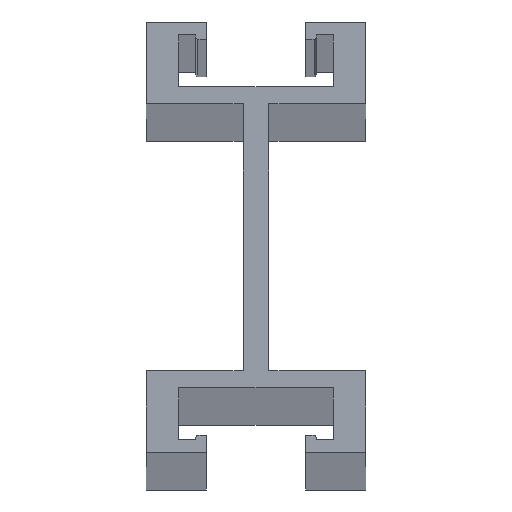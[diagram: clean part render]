
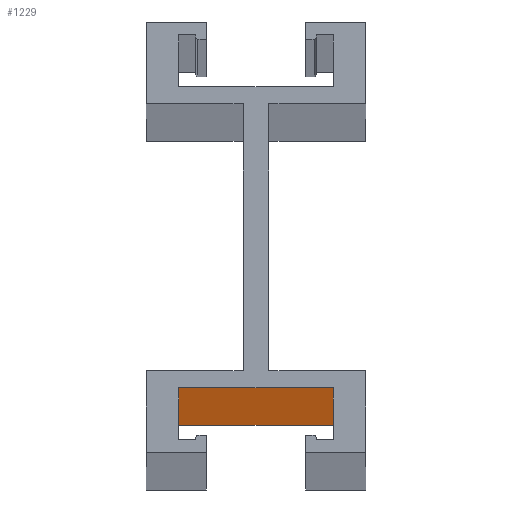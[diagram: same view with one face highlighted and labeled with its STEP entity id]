
A CAD part, top view. The second image highlights one B-rep face of the part: STEP entity #1229.
In plain terms, the highlighted planar face has unit normal (0, -1, 0).
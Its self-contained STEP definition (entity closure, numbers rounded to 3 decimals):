
#2 = LINE ( 'NONE', #972, #616 ) ;
#31 = VECTOR ( 'NONE', #1199, 1000. ) ;
#93 = DIRECTION ( 'NONE',  ( 0., 0., -1. ) ) ;
#123 = FACE_OUTER_BOUND ( 'NONE', #244, .T. ) ;
#218 = PLANE ( 'NONE',  #1024 ) ;
#244 = EDGE_LOOP ( 'NONE', ( #772, #254, #375, #773 ) ) ;
#254 = ORIENTED_EDGE ( 'NONE', *, *, #1011, .F. ) ;
#324 = CARTESIAN_POINT ( 'NONE',  ( -18., -35., 5000. ) ) ;
#375 = ORIENTED_EDGE ( 'NONE', *, *, #1182, .F. ) ;
#405 = CARTESIAN_POINT ( 'NONE',  ( 18., -35., 5000. ) ) ;
#536 = DIRECTION ( 'NONE',  ( 1., 0., 0. ) ) ;
#557 = CARTESIAN_POINT ( 'NONE',  ( 18., -35., 5000. ) ) ;
#616 = VECTOR ( 'NONE', #93, 1000. ) ;
#633 = CARTESIAN_POINT ( 'NONE',  ( 18., -35., 0. ) ) ;
#661 = CARTESIAN_POINT ( 'NONE',  ( 18., -35., 0. ) ) ;
#750 = CARTESIAN_POINT ( 'NONE',  ( -18., -35., 5000. ) ) ;
#765 = VERTEX_POINT ( 'NONE', #750 ) ;
#772 = ORIENTED_EDGE ( 'NONE', *, *, #1150, .T. ) ;
#773 = ORIENTED_EDGE ( 'NONE', *, *, #1236, .T. ) ;
#783 = VERTEX_POINT ( 'NONE', #1393 ) ;
#860 = CARTESIAN_POINT ( 'NONE',  ( 18., -35., 5000. ) ) ;
#874 = LINE ( 'NONE', #324, #31 ) ;
#972 = CARTESIAN_POINT ( 'NONE',  ( 18., -35., 5000. ) ) ;
#986 = VERTEX_POINT ( 'NONE', #633 ) ;
#988 = DIRECTION ( 'NONE',  ( 0., 1., 0. ) ) ;
#1011 = EDGE_CURVE ( 'NONE', #1376, #986, #2, .T. ) ;
#1024 = AXIS2_PLACEMENT_3D ( 'NONE', #557, #988, #1073 ) ;
#1073 = DIRECTION ( 'NONE',  ( -1., 0., 0. ) ) ;
#1105 = LINE ( 'NONE', #661, #1204 ) ;
#1114 = DIRECTION ( 'NONE',  ( 1., 0., 0. ) ) ;
#1150 = EDGE_CURVE ( 'NONE', #783, #986, #1105, .T. ) ;
#1182 = EDGE_CURVE ( 'NONE', #765, #1376, #1296, .T. ) ;
#1199 = DIRECTION ( 'NONE',  ( 0., 0., -1. ) ) ;
#1204 = VECTOR ( 'NONE', #536, 1000. ) ;
#1229 = ADVANCED_FACE ( 'NONE', ( #123 ), #218, .F. ) ;
#1236 = EDGE_CURVE ( 'NONE', #765, #783, #874, .T. ) ;
#1296 = LINE ( 'NONE', #860, #1337 ) ;
#1337 = VECTOR ( 'NONE', #1114, 1000. ) ;
#1376 = VERTEX_POINT ( 'NONE', #405 ) ;
#1393 = CARTESIAN_POINT ( 'NONE',  ( -18., -35., 0. ) ) ;
